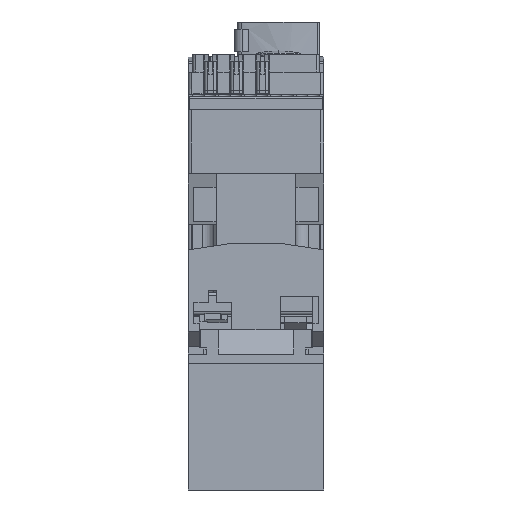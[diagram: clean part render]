
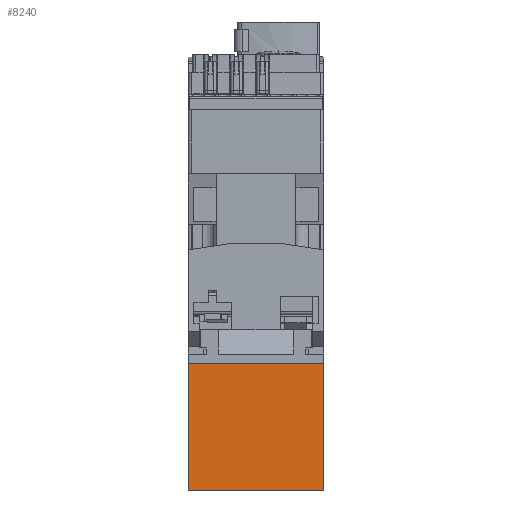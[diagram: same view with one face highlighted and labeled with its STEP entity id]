
A CAD part, front view. The second image highlights one B-rep face of the part: STEP entity #8240.
In plain terms, the highlighted planar face has unit normal (0, -1, 0).
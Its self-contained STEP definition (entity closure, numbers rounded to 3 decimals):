
#8240=ADVANCED_FACE('',(#18110),#18111,.T.);
#18110=FACE_OUTER_BOUND('',#29445,.T.);
#18111=PLANE('',#29446);
#29445=EDGE_LOOP('',(#55306,#55307,#55308,#55309));
#29446=AXIS2_PLACEMENT_3D('',#55310,#55311,#55312);
#55306=ORIENTED_EDGE('',*,*,#76586,.T.);
#55307=ORIENTED_EDGE('',*,*,#77595,.T.);
#55308=ORIENTED_EDGE('',*,*,#77592,.T.);
#55309=ORIENTED_EDGE('',*,*,#77596,.T.);
#55310=CARTESIAN_POINT('',(0.0,60.0,22.5));
#55311=DIRECTION('',(0.0,-1.0,0.0));
#55312=DIRECTION('',(0.0,0.0,-1.0));
#76586=EDGE_CURVE('',#94612,#94609,#94613,.T.);
#77592=EDGE_CURVE('',#95799,#95797,#95800,.T.);
#77595=EDGE_CURVE('',#94609,#95799,#95803,.T.);
#77596=EDGE_CURVE('',#95797,#94612,#95804,.T.);
#94609=VERTEX_POINT('',#120348);
#94612=VERTEX_POINT('',#120352);
#94613=LINE('',#120353,#120354);
#95797=VERTEX_POINT('',#121840);
#95799=VERTEX_POINT('',#121843);
#95800=LINE('',#121844,#121845);
#95803=LINE('',#121849,#121850);
#95804=LINE('',#121851,#121852);
#120348=CARTESIAN_POINT('',(0.0,60.0,42.0));
#120352=CARTESIAN_POINT('',(45.0,60.0,42.0));
#120353=CARTESIAN_POINT('',(11.25,60.0,42.0));
#120354=VECTOR('',#142583,1.0);
#121840=CARTESIAN_POINT('',(45.0,60.0,0.0));
#121843=CARTESIAN_POINT('',(0.0,60.0,0.0));
#121844=CARTESIAN_POINT('',(0.0,60.0,0.0));
#121845=VECTOR('',#143829,1.0);
#121849=CARTESIAN_POINT('',(0.0,60.0,45.0));
#121850=VECTOR('',#143831,1.0);
#121851=CARTESIAN_POINT('',(45.0,60.0,45.0));
#121852=VECTOR('',#143832,1.0);
#142583=DIRECTION('',(-1.0,-0.0,0.0));
#143829=DIRECTION('',(1.0,0.0,0.0));
#143831=DIRECTION('',(0.0,0.0,-1.0));
#143832=DIRECTION('',(0.0,0.0,1.0));
